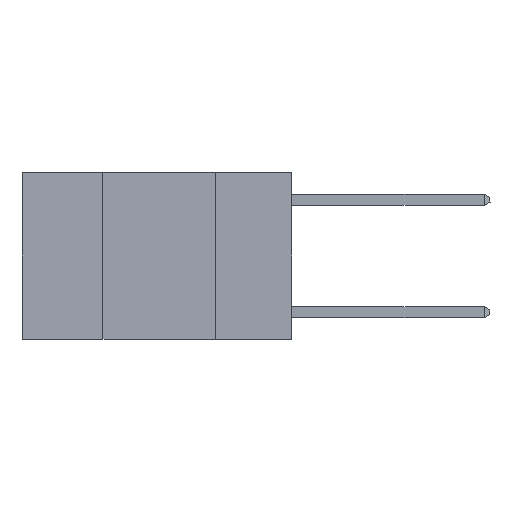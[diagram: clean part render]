
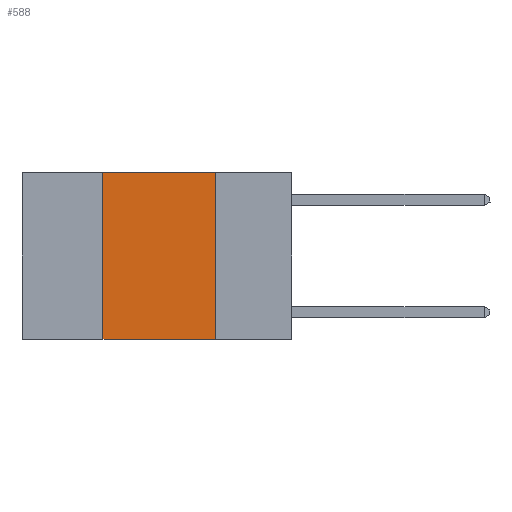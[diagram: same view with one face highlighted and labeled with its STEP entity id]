
A CAD part, left-side view. The second image highlights one B-rep face of the part: STEP entity #588.
In plain terms, the highlighted planar face has unit normal (-1, 0, 0).
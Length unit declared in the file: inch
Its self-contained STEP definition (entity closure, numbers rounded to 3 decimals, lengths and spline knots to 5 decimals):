
#588 = ADVANCED_FACE ( 'NONE', ( #13940 ), #14415, .F. ) ;
#1224 = VERTEX_POINT ( 'NONE', #1458 ) ;
#1283 = ORIENTED_EDGE ( 'NONE', *, *, #18964, .T. ) ;
#1458 = CARTESIAN_POINT ( 'NONE',  ( 0., 0.42, -0.37 ) ) ;
#3321 = CARTESIAN_POINT ( 'NONE',  ( 0., 0.17, -0.37 ) ) ;
#3740 = DIRECTION ( 'NONE',  ( 0., 0., -1. ) ) ;
#4241 = DIRECTION ( 'NONE',  ( 0., 0., 1. ) ) ;
#4910 = EDGE_CURVE ( 'NONE', #13109, #13281, #17403, .T. ) ;
#5504 = DIRECTION ( 'NONE',  ( 0., -1., 0. ) ) ;
#5541 = VERTEX_POINT ( 'NONE', #3321 ) ;
#5662 = VECTOR ( 'NONE', #5504, 39.37008 ) ;
#5714 = VECTOR ( 'NONE', #4241, 39.37008 ) ;
#6627 = LINE ( 'NONE', #9006, #10638 ) ;
#6875 = DIRECTION ( 'NONE',  ( 1., 0., 0. ) ) ;
#7231 = CARTESIAN_POINT ( 'NONE',  ( 0., 0.42, 0. ) ) ;
#8342 = CARTESIAN_POINT ( 'NONE',  ( 0., 0.17, 0. ) ) ;
#8459 = CARTESIAN_POINT ( 'NONE',  ( 0., 0.42, 0. ) ) ;
#8906 = CARTESIAN_POINT ( 'NONE',  ( 0., 0.17, 0. ) ) ;
#8978 = EDGE_LOOP ( 'NONE', ( #14901, #14923, #12249, #1283 ) ) ;
#9006 = CARTESIAN_POINT ( 'NONE',  ( 0., 0.6, -0.37 ) ) ;
#9722 = LINE ( 'NONE', #7231, #5714 ) ;
#9881 = LINE ( 'NONE', #8342, #17614 ) ;
#10638 = VECTOR ( 'NONE', #17719, 39.37008 ) ;
#11885 = AXIS2_PLACEMENT_3D ( 'NONE', #12554, #6875, #15591 ) ;
#12249 = ORIENTED_EDGE ( 'NONE', *, *, #17998, .F. ) ;
#12554 = CARTESIAN_POINT ( 'NONE',  ( 0., 0.6, 0. ) ) ;
#13109 = VERTEX_POINT ( 'NONE', #8459 ) ;
#13281 = VERTEX_POINT ( 'NONE', #8906 ) ;
#13940 = FACE_OUTER_BOUND ( 'NONE', #8978, .T. ) ;
#14415 = PLANE ( 'NONE',  #11885 ) ;
#14901 = ORIENTED_EDGE ( 'NONE', *, *, #17043, .F. ) ;
#14923 = ORIENTED_EDGE ( 'NONE', *, *, #4910, .F. ) ;
#15591 = DIRECTION ( 'NONE',  ( 0., 0., -1. ) ) ;
#17043 = EDGE_CURVE ( 'NONE', #13281, #5541, #9881, .T. ) ;
#17403 = LINE ( 'NONE', #19031, #5662 ) ;
#17614 = VECTOR ( 'NONE', #3740, 39.37008 ) ;
#17719 = DIRECTION ( 'NONE',  ( 0., -1., 0. ) ) ;
#17998 = EDGE_CURVE ( 'NONE', #1224, #13109, #9722, .T. ) ;
#18964 = EDGE_CURVE ( 'NONE', #1224, #5541, #6627, .T. ) ;
#19031 = CARTESIAN_POINT ( 'NONE',  ( 0., 0.6, 0. ) ) ;
